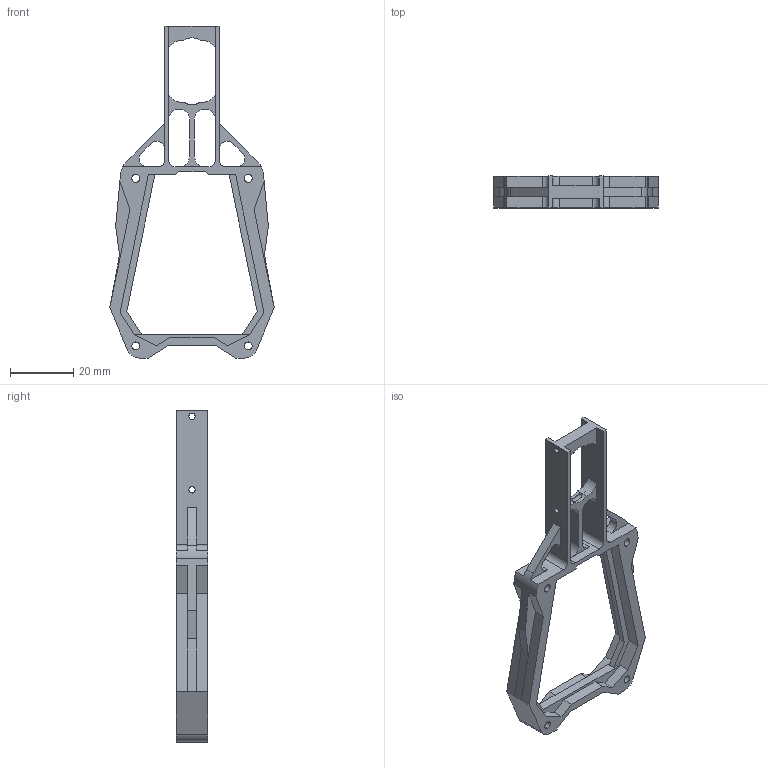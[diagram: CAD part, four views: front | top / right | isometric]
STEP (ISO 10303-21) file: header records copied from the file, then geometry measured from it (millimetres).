
FILE_DESCRIPTION (( 'STEP AP203' ), '1' );
FILE_NAME ('Tarot Motor Mount Base_Default_sldprt.STEP', '2017-11-29T20:52:48', ( '' ), ( '' ), 'SwSTEP 2.0', 'SolidWorks 2017', '' );
FILE_SCHEMA (( 'CONFIG_CONTROL_DESIGN' ));
Length unit declared in the file: millimetre
Products named in the file (1): Tarot Motor Mount Base_Default_sldprt
Bounding box: 52 x 10 x 105 mm (x, y, z)
Volume: 9502.9 mm3; surface area: 9223.3 mm2
Topology: 1 solids, 1 shells, 124 faces, 376 edges, 248 vertices
Faces by surface type: plane 83, cylinder 41
Entity records: 4377 total; most frequent: CARTESIAN_POINT 799, ORIENTED_EDGE 752, DIRECTION 710, EDGE_CURVE 376, LINE 288, VECTOR 288, VERTEX_POINT 248, AXIS2_PLACEMENT_3D 211
